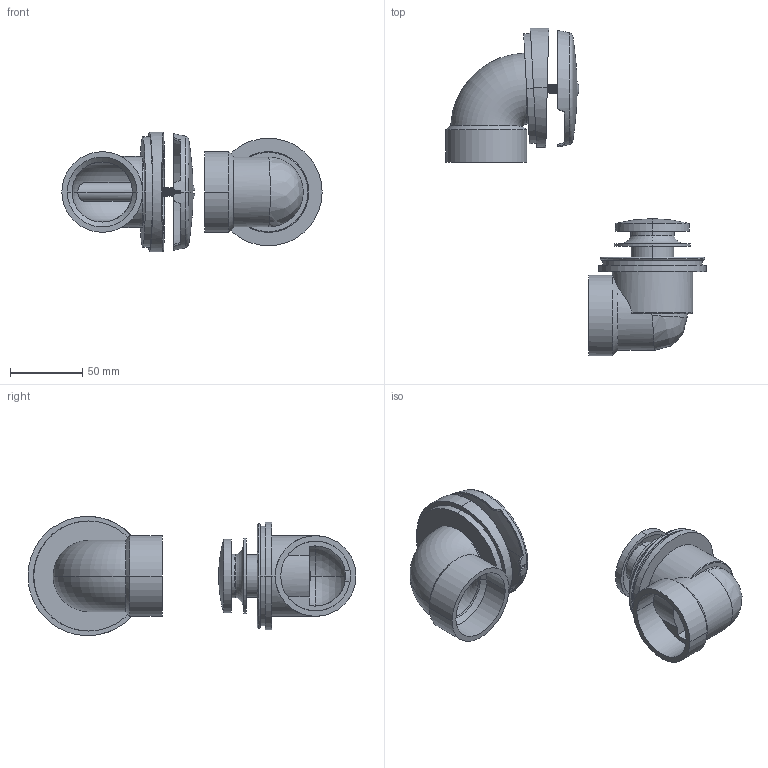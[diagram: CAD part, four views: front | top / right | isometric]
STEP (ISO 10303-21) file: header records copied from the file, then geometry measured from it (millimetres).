
FILE_DESCRIPTION((''),'2;1');
FILE_NAME('276_ASM','2021-10-25T14:55:29',('rsmith'),(''),'CREO PARAMETRIC BY PTC INC, 2018400','CREO PARAMETRIC BY PTC INC, 2018400','');
FILE_SCHEMA(('AUTOMOTIVE_DESIGN { 1 0 10303 214 1 1 1 1 }'));
Length unit declared in the file: inch
Products named in the file (13): 50272; 50274; 91172; 50273; 272_ASM; 50262; 92065; 265_ASM; 91170; 50255; 91171; 50256; 276_ASM
Assembly tree (12 placements, depth 3):
  276_ASM
    272_ASM
      50272
      50274
      91172
      50273
    265_ASM
      50262
      92065
    91170
    50255
    91171
    50256
Bounding box: 180.24 x 227.06 x 82.55 mm (x, y, z)
Volume: 220082.7 mm3; surface area: 132533.4 mm2
Topology: 10 solids, 10 shells, 610 faces, 1612 edges, 1032 vertices
Faces by surface type: cylinder 259, bspline 116, plane 107, extrusion 58, cone 38, torus 25, sphere 7
Entity records: 53966 total; most frequent: CARTESIAN_POINT 34504, ORIENTED_EDGE 3216, DIRECTION 2237, PRESENTATION_STYLE_ASSIGNMENT 1624, STYLED_ITEM 1624, CURVE_STYLE 1608, EDGE_CURVE 1608, VERTEX_POINT 1032
